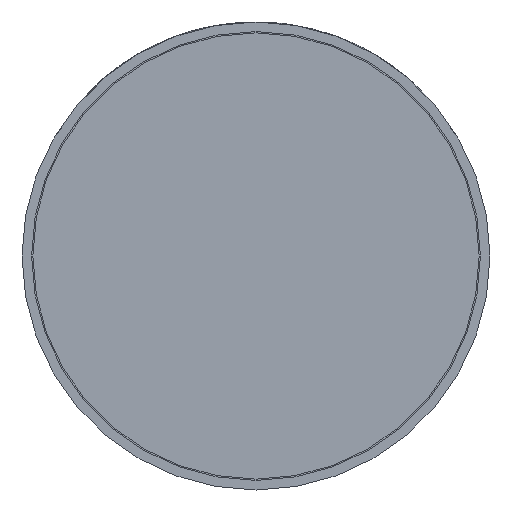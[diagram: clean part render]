
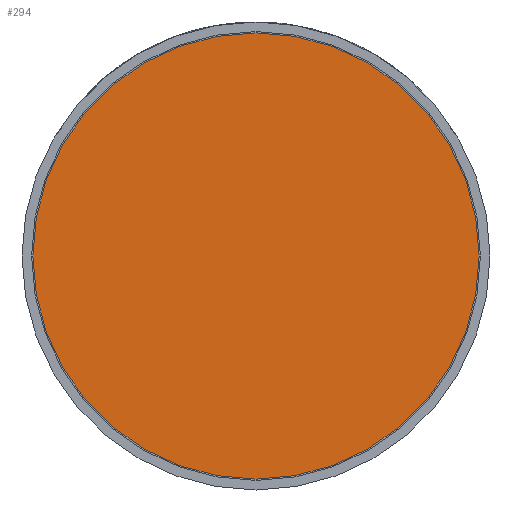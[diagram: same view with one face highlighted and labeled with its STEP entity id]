
A CAD part, front view. The second image highlights one B-rep face of the part: STEP entity #294.
In plain terms, the highlighted planar face has unit normal (0, -1, 0).
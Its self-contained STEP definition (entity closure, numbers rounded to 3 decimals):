
#116 = DIRECTION ( 'NONE',  ( 0., 0., -1. ) ) ;
#257 = FACE_OUTER_BOUND ( 'NONE', #1393, .T. ) ;
#294 = ADVANCED_FACE ( 'Defeature ausgef�hrt1_7', ( #257 ), #4355, .T. ) ;
#429 = DIRECTION ( 'NONE',  ( 0., -1., 0. ) ) ;
#718 = CARTESIAN_POINT ( 'NONE',  ( 0., 0., 0. ) ) ;
#922 = CIRCLE ( 'NONE', #3355, 1.74 ) ;
#1161 = CIRCLE ( 'NONE', #1739, 1.74 ) ;
#1393 = EDGE_LOOP ( 'NONE', ( #5063, #1934 ) ) ;
#1674 = VERTEX_POINT ( 'NONE', #1982 ) ;
#1739 = AXIS2_PLACEMENT_3D ( 'NONE', #6293, #4744, #6271 ) ;
#1934 = ORIENTED_EDGE ( 'NONE', *, *, #2671, .T. ) ;
#1982 = CARTESIAN_POINT ( 'NONE',  ( 0., 0., -1.74 ) ) ;
#2006 = AXIS2_PLACEMENT_3D ( 'NONE', #5328, #2245, #2339 ) ;
#2245 = DIRECTION ( 'NONE',  ( 0., -1., 0. ) ) ;
#2339 = DIRECTION ( 'NONE',  ( 0., 0., -1. ) ) ;
#2671 = EDGE_CURVE ( 'Defeature ausgef�hrt1_7+Defeature ausgef�hrt1_8+Defeature ausgef�hrt1_8+Defeature ausgef�hrt1_8', #5030, #1674, #1161, .T. ) ;
#2739 = CARTESIAN_POINT ( 'NONE',  ( 0., 0., 1.74 ) ) ;
#2747 = EDGE_CURVE ( 'Defeature ausgef�hrt1_7+Defeature ausgef�hrt1_8+Defeature ausgef�hrt1_8+Defeature ausgef�hrt1_8', #1674, #5030, #922, .T. ) ;
#3355 = AXIS2_PLACEMENT_3D ( 'NONE', #718, #429, #116 ) ;
#4355 = PLANE ( 'NONE',  #2006 ) ;
#4744 = DIRECTION ( 'NONE',  ( 0., -1., 0. ) ) ;
#5030 = VERTEX_POINT ( 'NONE', #2739 ) ;
#5063 = ORIENTED_EDGE ( 'NONE', *, *, #2747, .T. ) ;
#5328 = CARTESIAN_POINT ( 'NONE',  ( 0., 0., 0. ) ) ;
#6271 = DIRECTION ( 'NONE',  ( 0., 0., -1. ) ) ;
#6293 = CARTESIAN_POINT ( 'NONE',  ( 0., 0., 0. ) ) ;
